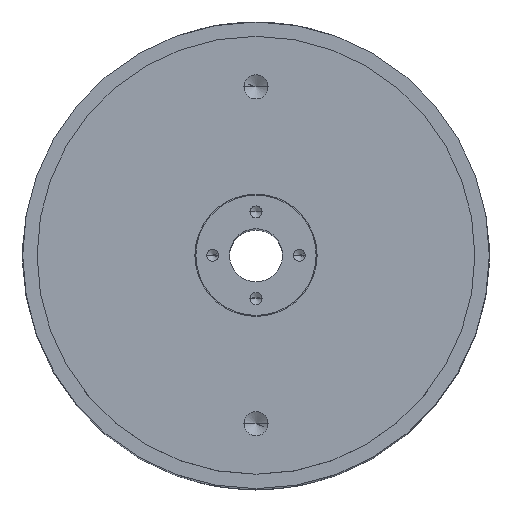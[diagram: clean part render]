
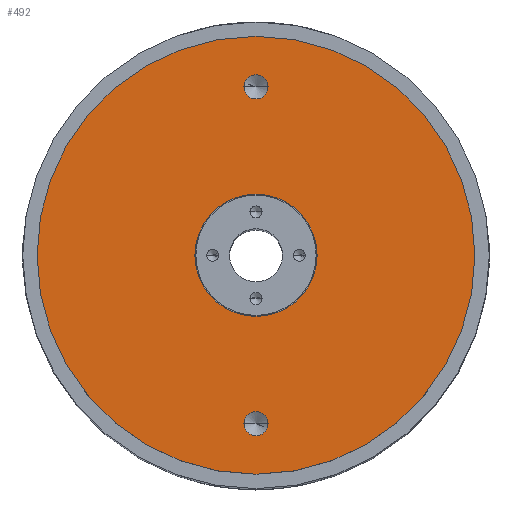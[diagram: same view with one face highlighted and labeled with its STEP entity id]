
A CAD part, top view. The second image highlights one B-rep face of the part: STEP entity #492.
In plain terms, the highlighted planar face has unit normal (0, 0, 1).
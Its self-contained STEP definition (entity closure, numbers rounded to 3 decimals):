
#32 = FACE_BOUND ( 'NONE', #3534, .T. ) ;
#113 = EDGE_CURVE ( 'NONE', #912, #2495, #2307, .T. ) ;
#124 = ORIENTED_EDGE ( 'NONE', *, *, #1860, .F. ) ;
#134 = ORIENTED_EDGE ( 'NONE', *, *, #2501, .F. ) ;
#432 = ORIENTED_EDGE ( 'NONE', *, *, #4000, .F. ) ;
#434 = CIRCLE ( 'NONE', #2908, 45.5 ) ;
#492 = ADVANCED_FACE ( 'NONE', ( #32, #3921, #3687, #3060 ), #3133, .T. ) ;
#529 = CARTESIAN_POINT ( 'NONE',  ( 0., 35., 167. ) ) ;
#623 = CIRCLE ( 'NONE', #1415, 2.5 ) ;
#686 = CARTESIAN_POINT ( 'NONE',  ( 0., 0., 167. ) ) ;
#697 = AXIS2_PLACEMENT_3D ( 'NONE', #686, #3502, #1400 ) ;
#705 = CARTESIAN_POINT ( 'NONE',  ( -12.7, 0., 167. ) ) ;
#740 = ORIENTED_EDGE ( 'NONE', *, *, #113, .F. ) ;
#771 = VERTEX_POINT ( 'NONE', #1370 ) ;
#782 = DIRECTION ( 'NONE',  ( 0., 0., 1. ) ) ;
#874 = DIRECTION ( 'NONE',  ( 1., 0., 0. ) ) ;
#912 = VERTEX_POINT ( 'NONE', #3832 ) ;
#952 = AXIS2_PLACEMENT_3D ( 'NONE', #1065, #3529, #1430 ) ;
#975 = ORIENTED_EDGE ( 'NONE', *, *, #4063, .T. ) ;
#1065 = CARTESIAN_POINT ( 'NONE',  ( 0., 35., 167. ) ) ;
#1133 = VERTEX_POINT ( 'NONE', #2888 ) ;
#1134 = VERTEX_POINT ( 'NONE', #1503 ) ;
#1174 = CARTESIAN_POINT ( 'NONE',  ( 0., -35., 167. ) ) ;
#1250 = CARTESIAN_POINT ( 'NONE',  ( 0., -35., 167. ) ) ;
#1370 = CARTESIAN_POINT ( 'NONE',  ( 2.5, -35., 167. ) ) ;
#1400 = DIRECTION ( 'NONE',  ( 1., 0., 0. ) ) ;
#1415 = AXIS2_PLACEMENT_3D ( 'NONE', #1174, #3639, #1529 ) ;
#1430 = DIRECTION ( 'NONE',  ( 1., 0., 0. ) ) ;
#1482 = CARTESIAN_POINT ( 'NONE',  ( 2.5, 35., 167. ) ) ;
#1503 = CARTESIAN_POINT ( 'NONE',  ( -45.5, 0., 167. ) ) ;
#1529 = DIRECTION ( 'NONE',  ( 1., 0., 0. ) ) ;
#1594 = DIRECTION ( 'NONE',  ( 1., 0., 0. ) ) ;
#1608 = DIRECTION ( 'NONE',  ( 0., 0., 1. ) ) ;
#1626 = EDGE_LOOP ( 'NONE', ( #124, #2078 ) ) ;
#1699 = CARTESIAN_POINT ( 'NONE',  ( 0., 0., 167. ) ) ;
#1860 = EDGE_CURVE ( 'NONE', #771, #2805, #2584, .T. ) ;
#1934 = EDGE_CURVE ( 'NONE', #2805, #771, #623, .T. ) ;
#1936 = CARTESIAN_POINT ( 'NONE',  ( 0., 0., 167. ) ) ;
#2017 = AXIS2_PLACEMENT_3D ( 'NONE', #1250, #3714, #1594 ) ;
#2048 = DIRECTION ( 'NONE',  ( 1., 0., 0. ) ) ;
#2078 = ORIENTED_EDGE ( 'NONE', *, *, #1934, .F. ) ;
#2220 = ORIENTED_EDGE ( 'NONE', *, *, #4274, .T. ) ;
#2240 = CARTESIAN_POINT ( 'NONE',  ( 45.5, 0., 167. ) ) ;
#2294 = CIRCLE ( 'NONE', #3561, 12.7 ) ;
#2299 = DIRECTION ( 'NONE',  ( 1., 0., 0. ) ) ;
#2307 = CIRCLE ( 'NONE', #952, 2.5 ) ;
#2453 = CIRCLE ( 'NONE', #2594, 45.5 ) ;
#2495 = VERTEX_POINT ( 'NONE', #1482 ) ;
#2501 = EDGE_CURVE ( 'NONE', #2815, #1133, #2921, .T. ) ;
#2584 = CIRCLE ( 'NONE', #2017, 2.5 ) ;
#2594 = AXIS2_PLACEMENT_3D ( 'NONE', #1699, #4188, #2048 ) ;
#2670 = CIRCLE ( 'NONE', #3455, 2.5 ) ;
#2805 = VERTEX_POINT ( 'NONE', #4246 ) ;
#2815 = VERTEX_POINT ( 'NONE', #705 ) ;
#2868 = CARTESIAN_POINT ( 'NONE',  ( 0., 0., 167. ) ) ;
#2888 = CARTESIAN_POINT ( 'NONE',  ( 12.7, 0., 167. ) ) ;
#2908 = AXIS2_PLACEMENT_3D ( 'NONE', #3729, #1608, #4096 ) ;
#2921 = CIRCLE ( 'NONE', #3044, 12.7 ) ;
#2961 = DIRECTION ( 'NONE',  ( 0., 0., 1. ) ) ;
#3044 = AXIS2_PLACEMENT_3D ( 'NONE', #2868, #782, #3234 ) ;
#3060 = FACE_OUTER_BOUND ( 'NONE', #3509, .T. ) ;
#3133 = PLANE ( 'NONE',  #697 ) ;
#3144 = EDGE_LOOP ( 'NONE', ( #432, #740 ) ) ;
#3201 = ORIENTED_EDGE ( 'NONE', *, *, #4026, .F. ) ;
#3234 = DIRECTION ( 'NONE',  ( 1., 0., 0. ) ) ;
#3455 = AXIS2_PLACEMENT_3D ( 'NONE', #529, #2961, #874 ) ;
#3502 = DIRECTION ( 'NONE',  ( 0., 0., 1. ) ) ;
#3509 = EDGE_LOOP ( 'NONE', ( #975, #2220 ) ) ;
#3529 = DIRECTION ( 'NONE',  ( 0., 0., 1. ) ) ;
#3534 = EDGE_LOOP ( 'NONE', ( #3201, #134 ) ) ;
#3561 = AXIS2_PLACEMENT_3D ( 'NONE', #1936, #4430, #2299 ) ;
#3639 = DIRECTION ( 'NONE',  ( 0., 0., 1. ) ) ;
#3687 = FACE_BOUND ( 'NONE', #1626, .T. ) ;
#3714 = DIRECTION ( 'NONE',  ( 0., 0., 1. ) ) ;
#3729 = CARTESIAN_POINT ( 'NONE',  ( 0., 0., 167. ) ) ;
#3832 = CARTESIAN_POINT ( 'NONE',  ( -2.5, 35., 167. ) ) ;
#3912 = VERTEX_POINT ( 'NONE', #2240 ) ;
#3921 = FACE_BOUND ( 'NONE', #3144, .T. ) ;
#4000 = EDGE_CURVE ( 'NONE', #2495, #912, #2670, .T. ) ;
#4026 = EDGE_CURVE ( 'NONE', #1133, #2815, #2294, .T. ) ;
#4063 = EDGE_CURVE ( 'NONE', #3912, #1134, #434, .T. ) ;
#4096 = DIRECTION ( 'NONE',  ( 1., 0., 0. ) ) ;
#4188 = DIRECTION ( 'NONE',  ( 0., 0., 1. ) ) ;
#4246 = CARTESIAN_POINT ( 'NONE',  ( -2.5, -35., 167. ) ) ;
#4274 = EDGE_CURVE ( 'NONE', #1134, #3912, #2453, .T. ) ;
#4430 = DIRECTION ( 'NONE',  ( 0., 0., 1. ) ) ;
